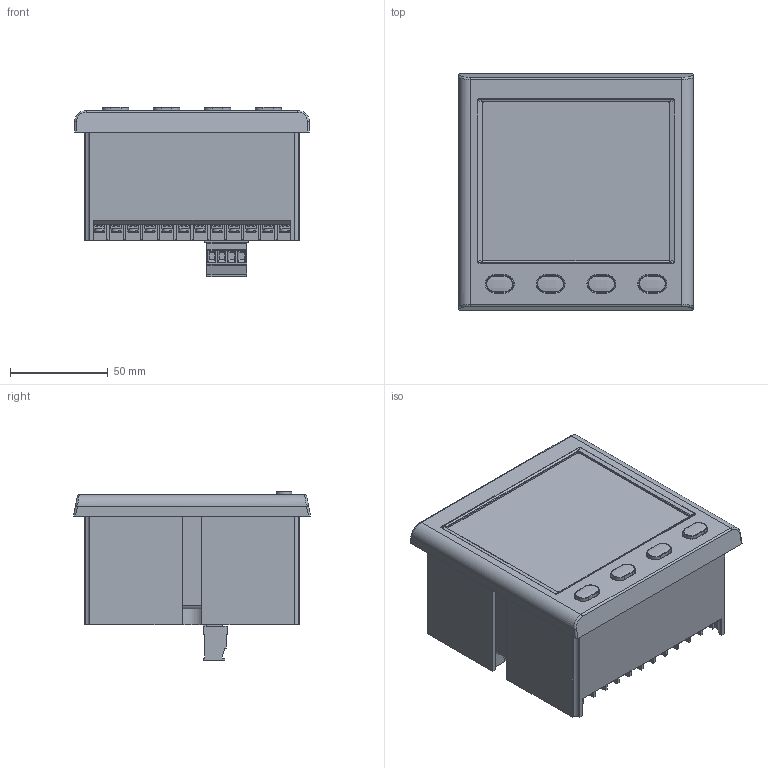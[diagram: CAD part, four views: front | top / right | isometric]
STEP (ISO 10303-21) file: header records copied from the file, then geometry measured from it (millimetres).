
FILE_DESCRIPTION (( 'STEP AP214' ), '1' );
FILE_NAME ('PD194PQ-2K4T蚾饜芞.STEP', '2019-02-18T01:01:24', ( 'User' ), ( 'china' ), 'SwSTEP 2.0', 'SolidWorks 2009', '' );
FILE_SCHEMA (( 'AUTOMOTIVE_DESIGN' ));
Length unit declared in the file: millimetre
Products named in the file (12): 葩璃 褲-2K1-奻狟啣宒_2k1; 12о; 諉盄翐; 蹟隊; 俔褐-殏俔_3ㄞ4郋; 螺钉-全螺纹_3; 揤え_3ㄞ4郋; PQ-2K4T綴醱啣; mstba_2.5-4-g-5.08_Default; mvstbw_2.5-4-st-5.08; PD194PQ-2K4T蚾饜芞; 珆尨芛-蜇翋啣_Default
Assembly tree (23 placements, depth 4):
  PD194PQ-2K4T蚾饜芞
    mstba_2.5-4-g-5.08_Default
    12о  x2
      蹟隊
        揤え_3ㄞ4郋
        螺钉-全螺纹_3
        俔褐-殏俔_3ㄞ4郋
      諉盄翐
    葩璃 褲-2K1-奻狟啣宒_2k1
    珆尨芛-蜇翋啣_Default
    PQ-2K4T綴醱啣
    mvstbw_2.5-4-st-5.08
Bounding box: 120 x 121 x 86.81 mm (x, y, z)
Volume: 260161.9 mm3; surface area: 237924 mm2
Topology: 83 solids, 83 shells, 5876 faces, 15901 edges, 10265 vertices
Faces by surface type: plane 4572, cylinder 1022, cone 132, torus 84, bspline 66
Entity records: 103161 total; most frequent: CARTESIAN_POINT 17800, ORIENTED_EDGE 13906, DIRECTION 13102, EDGE_CURVE 6953, LINE 5490, VECTOR 5490, VERTEX_POINT 4512, AXIS2_PLACEMENT_3D 3806
